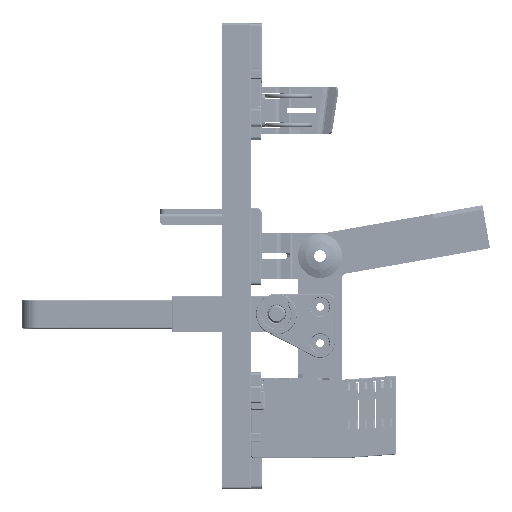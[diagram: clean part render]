
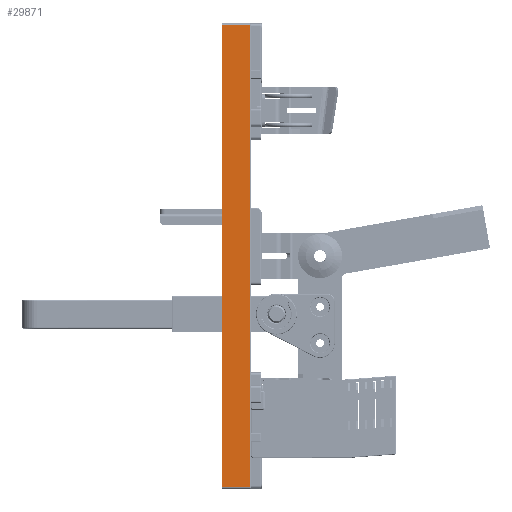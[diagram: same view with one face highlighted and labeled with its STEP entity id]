
A CAD part, left-side view. The second image highlights one B-rep face of the part: STEP entity #29871.
In plain terms, the highlighted face is planar.
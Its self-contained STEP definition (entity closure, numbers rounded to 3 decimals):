
#1762=DIRECTION('',(0.,0.,1.));
#1763=VECTOR('',#1762,318.);
#1764=CARTESIAN_POINT('',(117.5,19.,-109.));
#1765=LINE('',#1764,#1763);
#1770=DIRECTION('',(0.,0.,1.));
#1771=VECTOR('',#1770,318.);
#1772=CARTESIAN_POINT('',(117.5,0.,-109.));
#1773=LINE('',#1772,#1771);
#1774=DIRECTION('',(0.,-1.,0.));
#1775=VECTOR('',#1774,19.);
#1776=CARTESIAN_POINT('',(117.5,19.,209.));
#1777=LINE('',#1776,#1775);
#3160=DIRECTION('',(0.,1.,0.));
#3161=VECTOR('',#3160,19.);
#3162=CARTESIAN_POINT('',(117.5,0.,-109.));
#3163=LINE('',#3162,#3161);
#21937=CARTESIAN_POINT('',(117.5,0.,-109.));
#21939=VERTEX_POINT('',#21937);
#24077=CARTESIAN_POINT('',(117.5,19.,-109.));
#24078=VERTEX_POINT('',#24077);
#24864=CARTESIAN_POINT('',(117.5,0.,209.));
#24865=VERTEX_POINT('',#24864);
#26631=CARTESIAN_POINT('',(117.5,19.,209.));
#26632=VERTEX_POINT('',#26631);
#29858=CARTESIAN_POINT('',(117.5,0.,110.));
#29859=DIRECTION('',(1.,0.,0.));
#29860=DIRECTION('',(0.,0.,-1.));
#29861=AXIS2_PLACEMENT_3D('',#29858,#29859,#29860);
#29862=PLANE('',#29861);
#29863=ORIENTED_EDGE('',*,*,#27752,.T.);
#29865=ORIENTED_EDGE('',*,*,#29864,.F.);
#29866=ORIENTED_EDGE('',*,*,#29848,.F.);
#29868=ORIENTED_EDGE('',*,*,#29867,.F.);
#29869=EDGE_LOOP('',(#29863,#29865,#29866,#29868));
#29870=FACE_OUTER_BOUND('',#29869,.F.);
#27752=EDGE_CURVE('',#21939,#24865,#1773,.T.);
#29848=EDGE_CURVE('',#24078,#26632,#1765,.T.);
#29864=EDGE_CURVE('',#26632,#24865,#1777,.T.);
#29867=EDGE_CURVE('',#21939,#24078,#3163,.T.);
#29871=ADVANCED_FACE('',(#29870),#29862,.T.);
